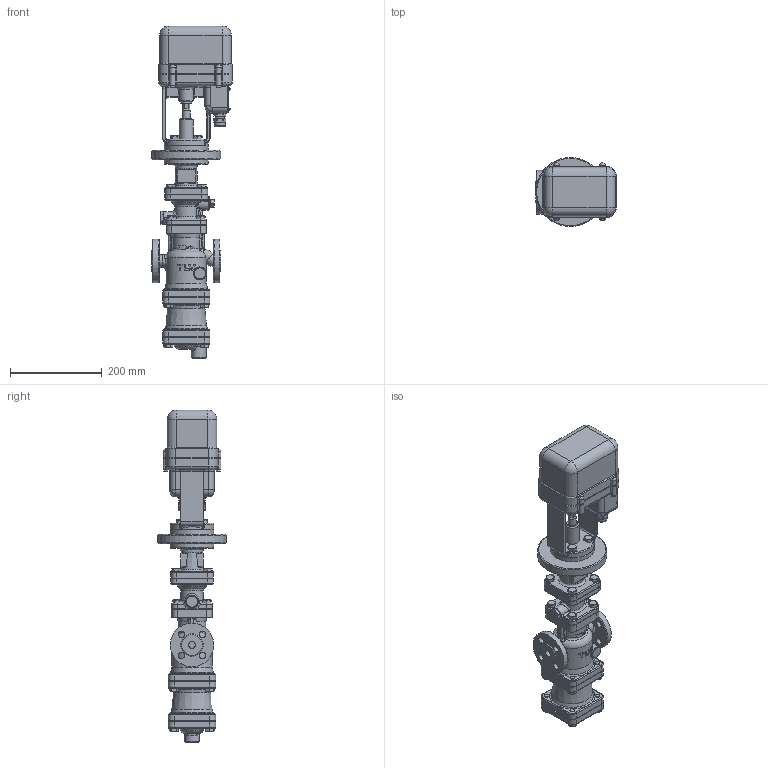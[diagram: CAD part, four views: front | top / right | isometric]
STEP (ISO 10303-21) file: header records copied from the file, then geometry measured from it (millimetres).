
FILE_DESCRIPTION((''),'2;1');
FILE_NAME('ccs16-015-e0025-00.stp','2009-09-03T14:42:40',('nakaot'),(''),'Autodesk Inventor 2008','Autodesk Inventor 2008','');
FILE_SCHEMA(('AUTOMOTIVE_DESIGN { 1 0 10303 214 1 1 1 1 }'));
Length unit declared in the file: millimetre
Products named in the file (1): ccs16-015-e0025-00
Bounding box: 175 x 150 x 722 mm (x, y, z)
Volume: 5762955.8 mm3; surface area: 516228.1 mm2
Topology: 7 solids, 7 shells, 1429 faces, 3353 edges, 2028 vertices
Faces by surface type: plane 577, cylinder 352, bspline 291, cone 125, torus 68, sphere 16
Full cylindrical faces by diameter (mm): 4.6 x4, 5.3 x4, 6 x4, 7 x4, 10 x40, 15 x2, 18 x1, 20 x2, 23 x1, 24 x2, 26 x1, 27 x1, 30 x1, 30.1 x1, 32 x2, 45 x1, 50.5 x1, 60 x1, 70 x1, 80 x1, 88 x1, 90 x1, 95 x5, 150 x1
Entity records: 71480 total; most frequent: CARTESIAN_POINT 41581, ORIENTED_EDGE 6174, DIRECTION 5856, EDGE_CURVE 3087, AXIS2_PLACEMENT_3D 2312, VERTEX_POINT 1978, EDGE_LOOP 1811, FACE_OUTER_BOUND 1429
